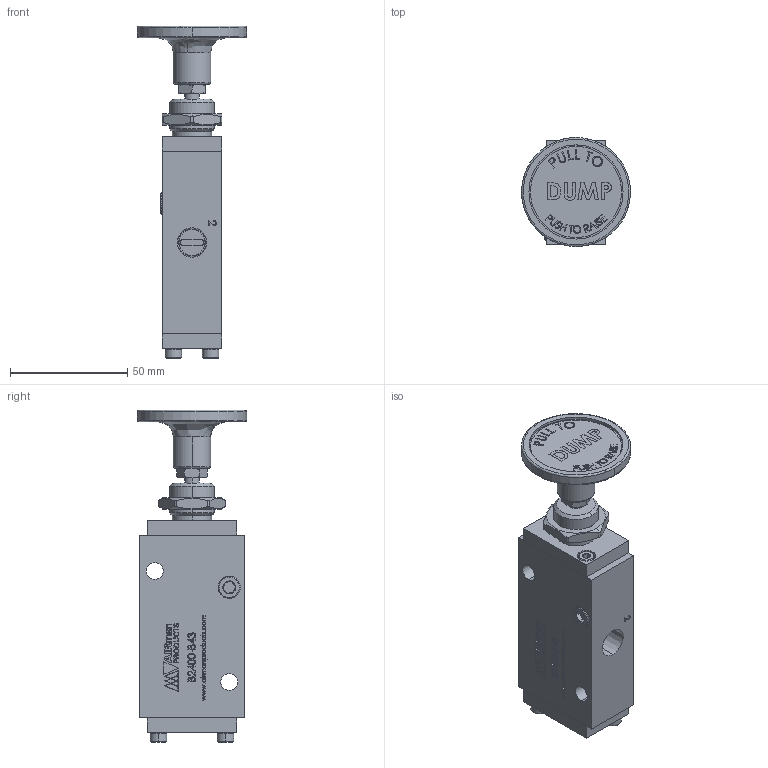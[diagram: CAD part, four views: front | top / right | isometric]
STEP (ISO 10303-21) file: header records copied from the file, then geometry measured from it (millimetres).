
FILE_DESCRIPTION (( 'STEP AP214' ), '1' );
FILE_NAME ('B2400-B43-VALVE-.25-NPT-3-2-PP-VC.STEP', '2021-07-30T07:41:21', ( '' ), ( '' ), 'SwSTEP 2.0', 'SolidWorks 2018', '' );
FILE_SCHEMA (( 'AUTOMOTIVE_DESIGN' ));
Length unit declared in the file: inch
Products named in the file (1): B2400-B43-VALVE-.25-NPT-3-2-PP-VC
Bounding box: 46.47 x 46.48 x 141.5 mm (x, y, z)
Volume: 112124.9 mm3; surface area: 27224.1 mm2
Topology: 2 solids, 2 shells, 1817 faces, 4737 edges, 3128 vertices
Faces by surface type: plane 1018, bspline 658, cone 89, cylinder 52
Entity records: 89650 total; most frequent: CARTESIAN_POINT 47119, ORIENTED_EDGE 9474, DIRECTION 5880, EDGE_CURVE 4737, VERTEX_POINT 3128, VECTOR 3118, LINE 3118, EDGE_LOOP 2025
